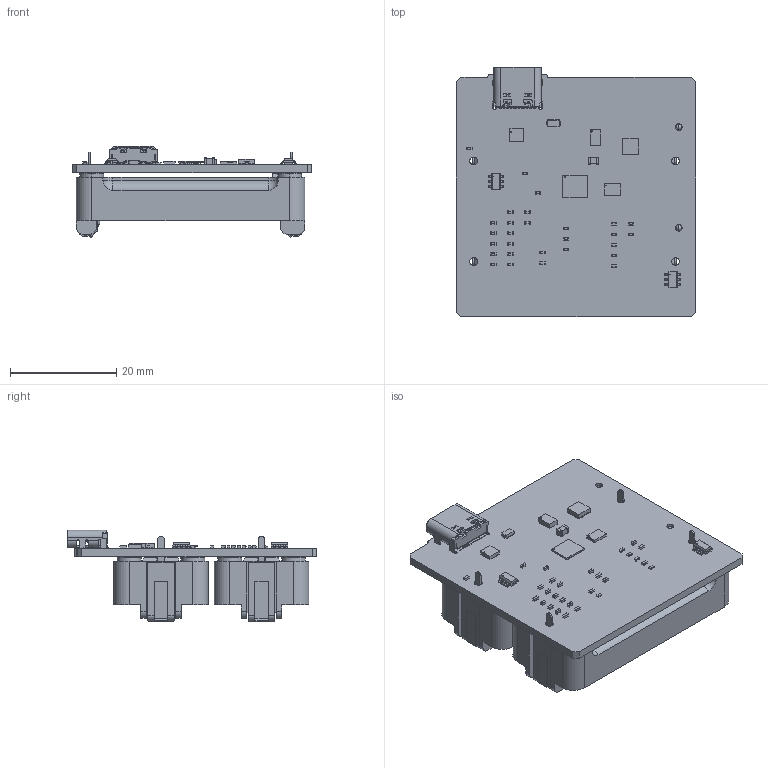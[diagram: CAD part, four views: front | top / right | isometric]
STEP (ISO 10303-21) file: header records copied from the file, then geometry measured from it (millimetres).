
FILE_DESCRIPTION(('KiCad electronic assembly'),'2;1');
FILE_NAME('MainBoard.step','2025-09-02T18:30:50',('Pcbnew'),('Kicad'), 'Open CASCADE STEP processor 7.9','KiCad to STEP converter','Unknown' );
FILE_SCHEMA(('AUTOMOTIVE_DESIGN { 1 0 10303 214 1 1 1 1 }'));
Length unit declared in the file: millimetre
Products named in the file (35): MainBoard 1; R_0402_1005Metric; C_0402_1005Metric; L_0805_2012Metric; KH-TYPE-C-16P--3DModel-STEP-269445; SOT_V-T1-GE3_VIS; MSMP package; TPS63802DLAR; USON-8L-2X3X0P6_MAC; BQ25171QWDRCRQ1; BODY-SON; FRAME-DRC0010U; SOLID; WLCSP100; MLP14_2P5X2P5_ONS; BH123A; MainBoard_PCB
Assembly tree (62 placements, depth 4):
  MainBoard 1
    R_0402_1005Metric  x7
    C_0402_1005Metric  x21
    L_0805_2012Metric
    KH-TYPE-C-16P--3DModel-STEP-269445
    SOT_V-T1-GE3_VIS  x2
    MSMP package
    TPS63802DLAR
    USON-8L-2X3X0P6_MAC
    BQ25171QWDRCRQ1
      BODY-SON
      FRAME-DRC0010U
        SOLID
        SOLID
        SOLID
        SOLID
        SOLID
        SOLID
        SOLID
        SOLID
        SOLID
        SOLID
        SOLID
        SOLID
        SOLID
        SOLID
        SOLID
        SOLID
        SOLID
        SOLID
        SOLID
    WLCSP100
    MLP14_2P5X2P5_ONS
    BH123A  x2
    MainBoard_PCB
Bounding box: 45 x 46.88 x 17.18 mm (x, y, z)
Volume: 6685.3 mm3; surface area: 12536 mm2
Topology: 251 solids, 251 shells, 3051 faces, 7785 edges, 5072 vertices
Faces by surface type: plane 2083, cylinder 800, sphere 116, cone 28, bspline 12, torus 8, revolution 4
Full cylindrical faces by diameter (mm): 0.085 x2, 0.124 x1, 0.155 x1, 0.209 x1, 0.7 x2, 1.27 x2, 1.47 x4
Entity records: 62790 total; most frequent: CARTESIAN_POINT 10458, DIRECTION 9626, ORIENTED_EDGE 9430, EDGE_CURVE 4715, LINE 3796, VECTOR 3796, VERTEX_POINT 3166, AXIS2_PLACEMENT_3D 2914
